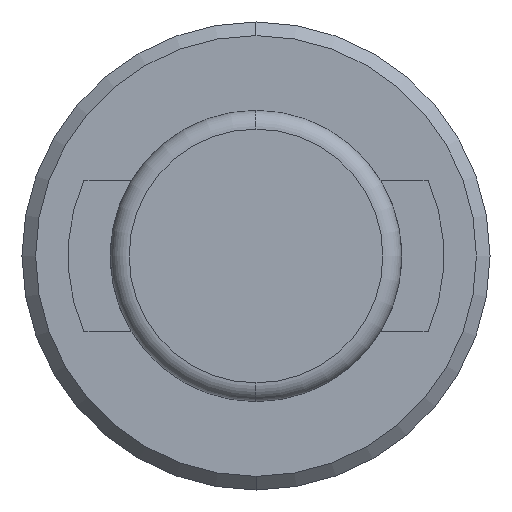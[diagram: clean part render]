
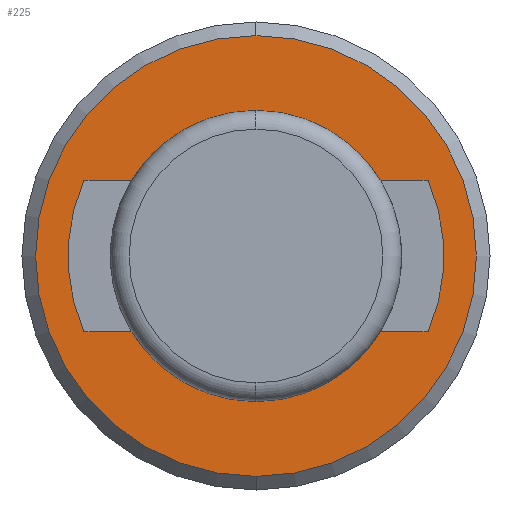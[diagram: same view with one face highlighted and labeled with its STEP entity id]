
A CAD part, left-side view. The second image highlights one B-rep face of the part: STEP entity #225.
In plain terms, the highlighted planar face has unit normal (-1, 0, 0).
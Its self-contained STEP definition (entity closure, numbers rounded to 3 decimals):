
#9 = EDGE_CURVE ( 'NONE', #1378, #521, #1135, .T. ) ;
#53 = LINE ( 'NONE', #987, #1221 ) ;
#59 = AXIS2_PLACEMENT_3D ( 'NONE', #1073, #1185, #381 ) ;
#62 = CARTESIAN_POINT ( 'NONE',  ( 36.1, 0., 0. ) ) ;
#68 = VECTOR ( 'NONE', #126, 1000. ) ;
#89 = VERTEX_POINT ( 'NONE', #723 ) ;
#91 = DIRECTION ( 'NONE',  ( 1., 0., 0. ) ) ;
#92 = AXIS2_PLACEMENT_3D ( 'NONE', #1055, #359, #1162 ) ;
#108 = ORIENTED_EDGE ( 'NONE', *, *, #720, .T. ) ;
#126 = DIRECTION ( 'NONE',  ( 0., 1., 0. ) ) ;
#144 = CARTESIAN_POINT ( 'NONE',  ( 36.1, 13.246, 8.05 ) ) ;
#168 = EDGE_CURVE ( 'NONE', #1362, #1258, #250, .T. ) ;
#184 = FACE_BOUND ( 'NONE', #880, .T. ) ;
#188 = DIRECTION ( 'NONE',  ( 0., 0., 1. ) ) ;
#218 = CARTESIAN_POINT ( 'NONE',  ( 36.1, 0., -8.05 ) ) ;
#225 = ADVANCED_FACE ( 'NONE', ( #184, #1355 ), #388, .T. ) ;
#243 = VERTEX_POINT ( 'NONE', #282 ) ;
#247 = VECTOR ( 'NONE', #649, 1000. ) ;
#250 = CIRCLE ( 'NONE', #59, 20. ) ;
#255 = DIRECTION ( 'NONE',  ( -1., 0., 0. ) ) ;
#260 = DIRECTION ( 'NONE',  ( -1., 0., 0. ) ) ;
#270 = EDGE_CURVE ( 'NONE', #1400, #89, #755, .T. ) ;
#278 = ORIENTED_EDGE ( 'NONE', *, *, #168, .T. ) ;
#282 = CARTESIAN_POINT ( 'NONE',  ( 36.1, -18.308, -8.05 ) ) ;
#298 = DIRECTION ( 'NONE',  ( 0., 0., 1. ) ) ;
#314 = ORIENTED_EDGE ( 'NONE', *, *, #1431, .T. ) ;
#326 = DIRECTION ( 'NONE',  ( 0., 1., 0. ) ) ;
#330 = AXIS2_PLACEMENT_3D ( 'NONE', #390, #255, #481 ) ;
#334 = CARTESIAN_POINT ( 'NONE',  ( 36.1, 0., 0. ) ) ;
#339 = CARTESIAN_POINT ( 'NONE',  ( 36.1, 0., -8.05 ) ) ;
#358 = ORIENTED_EDGE ( 'NONE', *, *, #543, .T. ) ;
#359 = DIRECTION ( 'NONE',  ( 1., 0., 0. ) ) ;
#366 = ORIENTED_EDGE ( 'NONE', *, *, #1391, .T. ) ;
#370 = EDGE_CURVE ( 'NONE', #514, #1046, #53, .T. ) ;
#375 = ORIENTED_EDGE ( 'NONE', *, *, #9, .T. ) ;
#380 = CARTESIAN_POINT ( 'NONE',  ( 36.1, 18.308, -8.05 ) ) ;
#381 = DIRECTION ( 'NONE',  ( 0., 0., 1. ) ) ;
#388 = PLANE ( 'NONE',  #492 ) ;
#390 = CARTESIAN_POINT ( 'NONE',  ( 36.1, 0., 0. ) ) ;
#398 = EDGE_CURVE ( 'NONE', #621, #1373, #879, .T. ) ;
#440 = CARTESIAN_POINT ( 'NONE',  ( 36.1, 0., 23.45 ) ) ;
#449 = DIRECTION ( 'NONE',  ( 0., 0., 1. ) ) ;
#462 = VERTEX_POINT ( 'NONE', #506 ) ;
#476 = DIRECTION ( 'NONE',  ( -1., 0., 0. ) ) ;
#481 = DIRECTION ( 'NONE',  ( 0., 0., -1. ) ) ;
#492 = AXIS2_PLACEMENT_3D ( 'NONE', #1193, #476, #1230 ) ;
#506 = CARTESIAN_POINT ( 'NONE',  ( 36.1, -13.246, -8.05 ) ) ;
#514 = VERTEX_POINT ( 'NONE', #1244 ) ;
#521 = VERTEX_POINT ( 'NONE', #943 ) ;
#543 = EDGE_CURVE ( 'NONE', #1373, #514, #801, .T. ) ;
#548 = AXIS2_PLACEMENT_3D ( 'NONE', #1352, #614, #1053 ) ;
#580 = AXIS2_PLACEMENT_3D ( 'NONE', #62, #260, #1246 ) ;
#614 = DIRECTION ( 'NONE',  ( 1., 0., 0. ) ) ;
#621 = VERTEX_POINT ( 'NONE', #144 ) ;
#647 = CIRCLE ( 'NONE', #330, 23.45 ) ;
#649 = DIRECTION ( 'NONE',  ( 0., -1., 0. ) ) ;
#693 = ORIENTED_EDGE ( 'NONE', *, *, #398, .T. ) ;
#720 = EDGE_CURVE ( 'NONE', #521, #1362, #975, .T. ) ;
#723 = CARTESIAN_POINT ( 'NONE',  ( 36.1, 0., -23.45 ) ) ;
#726 = CARTESIAN_POINT ( 'NONE',  ( 36.1, 0., 15.5 ) ) ;
#755 = CIRCLE ( 'NONE', #580, 23.45 ) ;
#761 = AXIS2_PLACEMENT_3D ( 'NONE', #1424, #871, #188 ) ;
#775 = CARTESIAN_POINT ( 'NONE',  ( 36.1, 0., 0. ) ) ;
#792 = ORIENTED_EDGE ( 'NONE', *, *, #954, .T. ) ;
#801 = CIRCLE ( 'NONE', #548, 15.5 ) ;
#802 = EDGE_LOOP ( 'NONE', ( #792, #873 ) ) ;
#811 = EDGE_CURVE ( 'NONE', #1258, #621, #821, .T. ) ;
#821 = LINE ( 'NONE', #984, #247 ) ;
#826 = LINE ( 'NONE', #218, #1421 ) ;
#871 = DIRECTION ( 'NONE',  ( 1., 0., 0. ) ) ;
#873 = ORIENTED_EDGE ( 'NONE', *, *, #270, .T. ) ;
#879 = CIRCLE ( 'NONE', #1266, 15.5 ) ;
#880 = EDGE_LOOP ( 'NONE', ( #314, #375, #108, #278, #1292, #693, #358, #1092, #1312, #366 ) ) ;
#922 = CARTESIAN_POINT ( 'NONE',  ( 36.1, -18.308, 8.05 ) ) ;
#943 = CARTESIAN_POINT ( 'NONE',  ( 36.1, 13.246, -8.05 ) ) ;
#954 = EDGE_CURVE ( 'NONE', #89, #1400, #647, .T. ) ;
#972 = CARTESIAN_POINT ( 'NONE',  ( 36.1, 0., -15.5 ) ) ;
#975 = LINE ( 'NONE', #339, #68 ) ;
#984 = CARTESIAN_POINT ( 'NONE',  ( 36.1, 0., 8.05 ) ) ;
#987 = CARTESIAN_POINT ( 'NONE',  ( 36.1, 0., 8.05 ) ) ;
#1046 = VERTEX_POINT ( 'NONE', #922 ) ;
#1053 = DIRECTION ( 'NONE',  ( 0., 0., 1. ) ) ;
#1055 = CARTESIAN_POINT ( 'NONE',  ( 36.1, 0., 0. ) ) ;
#1067 = CIRCLE ( 'NONE', #1152, 15.5 ) ;
#1073 = CARTESIAN_POINT ( 'NONE',  ( 36.1, 0., 0. ) ) ;
#1092 = ORIENTED_EDGE ( 'NONE', *, *, #370, .T. ) ;
#1135 = CIRCLE ( 'NONE', #761, 15.5 ) ;
#1138 = DIRECTION ( 'NONE',  ( 1., 0., 0. ) ) ;
#1152 = AXIS2_PLACEMENT_3D ( 'NONE', #334, #1138, #449 ) ;
#1162 = DIRECTION ( 'NONE',  ( 0., 0., 1. ) ) ;
#1169 = EDGE_CURVE ( 'NONE', #1046, #243, #1274, .T. ) ;
#1171 = CARTESIAN_POINT ( 'NONE',  ( 36.1, 18.308, 8.05 ) ) ;
#1185 = DIRECTION ( 'NONE',  ( 1., 0., 0. ) ) ;
#1193 = CARTESIAN_POINT ( 'NONE',  ( 36.1, -23.731, -23.731 ) ) ;
#1221 = VECTOR ( 'NONE', #1376, 1000. ) ;
#1230 = DIRECTION ( 'NONE',  ( 0., 0., 1. ) ) ;
#1244 = CARTESIAN_POINT ( 'NONE',  ( 36.1, -13.246, 8.05 ) ) ;
#1246 = DIRECTION ( 'NONE',  ( 0., 0., -1. ) ) ;
#1258 = VERTEX_POINT ( 'NONE', #1171 ) ;
#1266 = AXIS2_PLACEMENT_3D ( 'NONE', #775, #91, #298 ) ;
#1274 = CIRCLE ( 'NONE', #92, 20. ) ;
#1292 = ORIENTED_EDGE ( 'NONE', *, *, #811, .T. ) ;
#1312 = ORIENTED_EDGE ( 'NONE', *, *, #1169, .T. ) ;
#1352 = CARTESIAN_POINT ( 'NONE',  ( 36.1, 0., 0. ) ) ;
#1355 = FACE_OUTER_BOUND ( 'NONE', #802, .T. ) ;
#1362 = VERTEX_POINT ( 'NONE', #380 ) ;
#1373 = VERTEX_POINT ( 'NONE', #726 ) ;
#1376 = DIRECTION ( 'NONE',  ( 0., -1., 0. ) ) ;
#1378 = VERTEX_POINT ( 'NONE', #972 ) ;
#1391 = EDGE_CURVE ( 'NONE', #243, #462, #826, .T. ) ;
#1400 = VERTEX_POINT ( 'NONE', #440 ) ;
#1421 = VECTOR ( 'NONE', #326, 1000. ) ;
#1424 = CARTESIAN_POINT ( 'NONE',  ( 36.1, 0., 0. ) ) ;
#1431 = EDGE_CURVE ( 'NONE', #462, #1378, #1067, .T. ) ;
